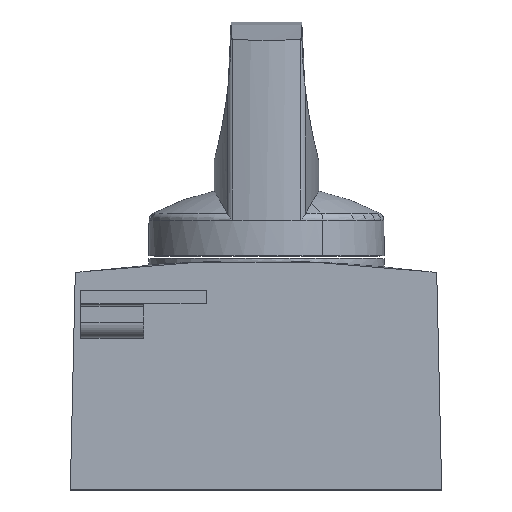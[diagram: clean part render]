
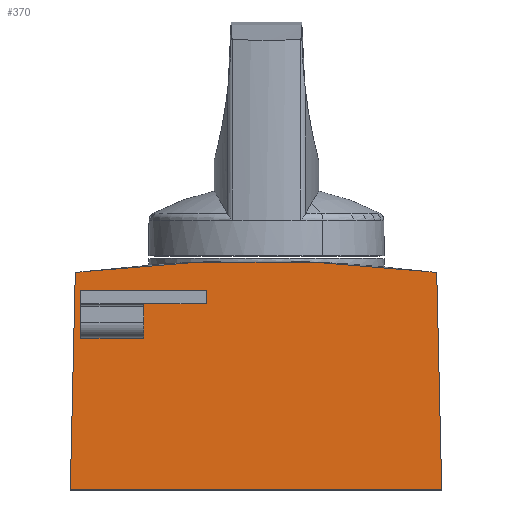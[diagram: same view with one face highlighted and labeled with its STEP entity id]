
A CAD part, top view. The second image highlights one B-rep face of the part: STEP entity #370.
In plain terms, the highlighted planar face has unit normal (0, 0.023, 1).
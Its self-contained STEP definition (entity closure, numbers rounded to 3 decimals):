
#287=AXIS2_PLACEMENT_3D('Plane Axis2P3D',#284,#285,#286) ;
#85=CARTESIAN_POINT('Line Origine',(-24.75,93.,46.045)) ;
#89=CARTESIAN_POINT('Vertex',(-21.75,93.,46.045)) ;
#91=CARTESIAN_POINT('Vertex',(-27.75,93.,46.045)) ;
#174=CARTESIAN_POINT('Vertex',(-27.75,95.,46.)) ;
#188=CARTESIAN_POINT('Vertex',(-21.75,95.,46.)) ;
#191=CARTESIAN_POINT('Line Origine',(-24.75,95.,46.)) ;
#217=CARTESIAN_POINT('Line Origine',(-27.75,94.,46.022)) ;
#265=CARTESIAN_POINT('Line Origine',(-21.75,94.,46.022)) ;
#284=CARTESIAN_POINT('Axis2P3D Location',(0.,60.,46.8)) ;
#289=CARTESIAN_POINT('Line Origine',(32.85,101.713,45.846)) ;
#293=CARTESIAN_POINT('Vertex',(32.85,101.718,45.846)) ;
#295=CARTESIAN_POINT('Vertex',(32.85,101.708,45.846)) ;
#299=CARTESIAN_POINT('Control Point',(32.85,101.708,45.846)) ;
#300=CARTESIAN_POINT('Control Point',(19.777,103.331,45.809)) ;
#301=CARTESIAN_POINT('Control Point',(6.604,104.148,45.791)) ;
#302=CARTESIAN_POINT('Control Point',(-6.604,104.148,45.791)) ;
#303=CARTESIAN_POINT('Control Point',(-19.777,103.331,45.809)) ;
#304=CARTESIAN_POINT('Control Point',(-32.85,101.708,45.846)) ;
#305=CARTESIAN_POINT('Vertex',(-32.85,101.708,45.846)) ;
#308=CARTESIAN_POINT('Line Origine',(-32.85,101.713,45.846)) ;
#312=CARTESIAN_POINT('Vertex',(-32.85,101.718,45.846)) ;
#316=CARTESIAN_POINT('Control Point',(-34.551,101.501,45.851)) ;
#317=CARTESIAN_POINT('Control Point',(-34.211,101.545,45.85)) ;
#318=CARTESIAN_POINT('Control Point',(-33.871,101.589,45.849)) ;
#319=CARTESIAN_POINT('Control Point',(-33.531,101.633,45.848)) ;
#320=CARTESIAN_POINT('Control Point',(-33.19,101.675,45.847)) ;
#321=CARTESIAN_POINT('Control Point',(-32.85,101.718,45.846)) ;
#322=CARTESIAN_POINT('Vertex',(-34.551,101.501,45.851)) ;
#325=CARTESIAN_POINT('Line Origine',(-35.026,80.75,46.325)) ;
#329=CARTESIAN_POINT('Vertex',(-35.5,60.,46.8)) ;
#332=CARTESIAN_POINT('Line Origine',(0.,60.,46.8)) ;
#336=CARTESIAN_POINT('Vertex',(35.5,60.,46.8)) ;
#339=CARTESIAN_POINT('Line Origine',(35.026,80.75,46.325)) ;
#343=CARTESIAN_POINT('Vertex',(34.551,101.501,45.851)) ;
#347=CARTESIAN_POINT('Control Point',(32.85,101.718,45.846)) ;
#348=CARTESIAN_POINT('Control Point',(33.19,101.675,45.847)) ;
#349=CARTESIAN_POINT('Control Point',(33.531,101.633,45.848)) ;
#350=CARTESIAN_POINT('Control Point',(33.871,101.589,45.849)) ;
#351=CARTESIAN_POINT('Control Point',(34.211,101.545,45.85)) ;
#352=CARTESIAN_POINT('Control Point',(34.551,101.501,45.851)) ;
#86=DIRECTION('Vector Direction',(-1.,0.,0.)) ;
#192=DIRECTION('Vector Direction',(-1.,0.,0.)) ;
#218=DIRECTION('Vector Direction',(0.,1.,-0.023)) ;
#266=DIRECTION('Vector Direction',(0.,1.,-0.023)) ;
#285=DIRECTION('Axis2P3D Direction',(0.,-0.023,-1.)) ;
#286=DIRECTION('Axis2P3D XDirection',(0.,1.,-0.023)) ;
#290=DIRECTION('Vector Direction',(0.,-1.,0.023)) ;
#309=DIRECTION('Vector Direction',(0.,-1.,0.023)) ;
#326=DIRECTION('Vector Direction',(0.023,0.999,-0.023)) ;
#333=DIRECTION('Vector Direction',(1.,0.,0.)) ;
#340=DIRECTION('Vector Direction',(-0.023,0.999,-0.023)) ;
#87=VECTOR('Line Direction',#86,1.) ;
#193=VECTOR('Line Direction',#192,1.) ;
#219=VECTOR('Line Direction',#218,1.) ;
#267=VECTOR('Line Direction',#266,1.) ;
#291=VECTOR('Line Direction',#290,1.) ;
#310=VECTOR('Line Direction',#309,1.) ;
#327=VECTOR('Line Direction',#326,1.) ;
#334=VECTOR('Line Direction',#333,1.) ;
#341=VECTOR('Line Direction',#340,1.) ;
#355=ORIENTED_EDGE('',*,*,#297,.T.) ;
#356=ORIENTED_EDGE('',*,*,#307,.T.) ;
#357=ORIENTED_EDGE('',*,*,#314,.F.) ;
#358=ORIENTED_EDGE('',*,*,#324,.F.) ;
#359=ORIENTED_EDGE('',*,*,#331,.F.) ;
#360=ORIENTED_EDGE('',*,*,#338,.T.) ;
#361=ORIENTED_EDGE('',*,*,#345,.F.) ;
#362=ORIENTED_EDGE('',*,*,#353,.F.) ;
#365=ORIENTED_EDGE('',*,*,#269,.F.) ;
#366=ORIENTED_EDGE('',*,*,#93,.T.) ;
#367=ORIENTED_EDGE('',*,*,#221,.T.) ;
#368=ORIENTED_EDGE('',*,*,#195,.F.) ;
#369=FACE_BOUND('',#364,.T.) ;
#370=ADVANCED_FACE('Maniglia rotante diretta RHD',(#363,#369),#288,.F.) ;
#298=B_SPLINE_CURVE_WITH_KNOTS('',5,(#299,#300,#301,#302,#303,#304),.UNSPECIFIED.,.F.,.U.,(6,6),(0.,93.151),.UNSPECIFIED.) ;
#315=B_SPLINE_CURVE_WITH_KNOTS('',5,(#316,#317,#318,#319,#320,#321),.UNSPECIFIED.,.F.,.U.,(6,6),(1.353,3.779),.UNSPECIFIED.) ;
#346=B_SPLINE_CURVE_WITH_KNOTS('',5,(#347,#348,#349,#350,#351,#352),.UNSPECIFIED.,.F.,.U.,(6,6),(96.93,99.355),.UNSPECIFIED.) ;
#93=EDGE_CURVE('',#90,#92,#88,.T.) ;
#195=EDGE_CURVE('',#189,#175,#194,.T.) ;
#221=EDGE_CURVE('',#92,#175,#220,.T.) ;
#269=EDGE_CURVE('',#90,#189,#268,.T.) ;
#297=EDGE_CURVE('',#294,#296,#292,.T.) ;
#307=EDGE_CURVE('',#296,#306,#298,.T.) ;
#314=EDGE_CURVE('',#313,#306,#311,.T.) ;
#324=EDGE_CURVE('',#323,#313,#315,.T.) ;
#331=EDGE_CURVE('',#330,#323,#328,.T.) ;
#338=EDGE_CURVE('',#330,#337,#335,.T.) ;
#345=EDGE_CURVE('',#344,#337,#342,.F.) ;
#353=EDGE_CURVE('',#294,#344,#346,.T.) ;
#354=EDGE_LOOP('',(#355,#356,#357,#358,#359,#360,#361,#362)) ;
#364=EDGE_LOOP('',(#365,#366,#367,#368)) ;
#363=FACE_OUTER_BOUND('',#354,.T.) ;
#88=LINE('Line',#85,#87) ;
#194=LINE('Line',#191,#193) ;
#220=LINE('Line',#217,#219) ;
#268=LINE('Line',#265,#267) ;
#292=LINE('Line',#289,#291) ;
#311=LINE('Line',#308,#310) ;
#328=LINE('Line',#325,#327) ;
#335=LINE('Line',#332,#334) ;
#342=LINE('Line',#339,#341) ;
#288=PLANE('',#287) ;
#90=VERTEX_POINT('',#89) ;
#92=VERTEX_POINT('',#91) ;
#175=VERTEX_POINT('',#174) ;
#189=VERTEX_POINT('',#188) ;
#294=VERTEX_POINT('',#293) ;
#296=VERTEX_POINT('',#295) ;
#306=VERTEX_POINT('',#305) ;
#313=VERTEX_POINT('',#312) ;
#323=VERTEX_POINT('',#322) ;
#330=VERTEX_POINT('',#329) ;
#337=VERTEX_POINT('',#336) ;
#344=VERTEX_POINT('',#343) ;
